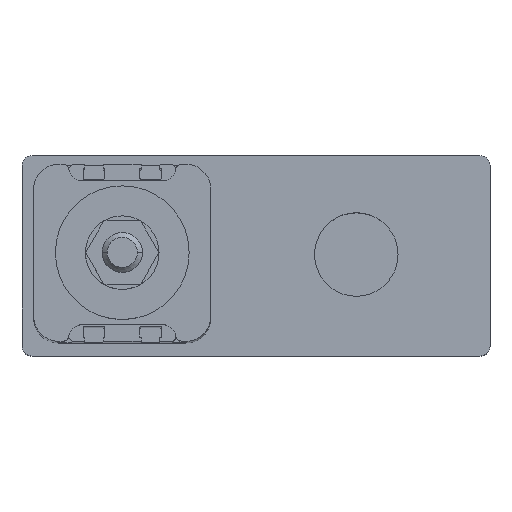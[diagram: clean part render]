
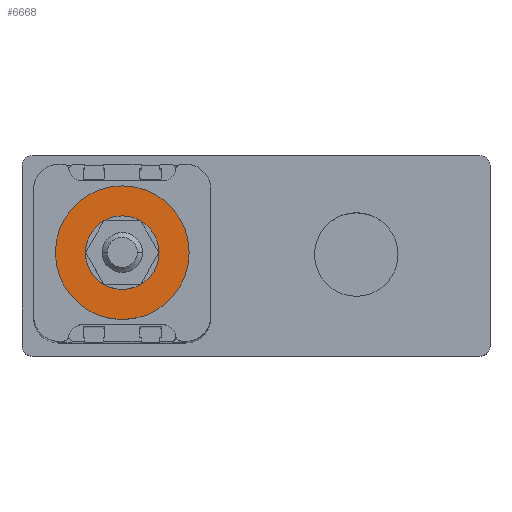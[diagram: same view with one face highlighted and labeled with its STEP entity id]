
A CAD part, top view. The second image highlights one B-rep face of the part: STEP entity #6668.
In plain terms, the highlighted planar face has unit normal (0, 0, 1).
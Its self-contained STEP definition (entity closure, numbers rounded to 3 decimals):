
#613 = CARTESIAN_POINT ( 'NONE',  ( 0., 0., 290. ) ) ;
#857 = CARTESIAN_POINT ( 'NONE',  ( -11., 0., 290. ) ) ;
#988 = CARTESIAN_POINT ( 'NONE',  ( 0., 0., 290. ) ) ;
#1084 = CARTESIAN_POINT ( 'NONE',  ( -20., 0., 290. ) ) ;
#1115 = VERTEX_POINT ( 'NONE', #1500 ) ;
#1117 = DIRECTION ( 'NONE',  ( 1., 0., 0. ) ) ;
#1500 = CARTESIAN_POINT ( 'NONE',  ( 20., 0., 290. ) ) ;
#1513 = DIRECTION ( 'NONE',  ( 1., 0., 0. ) ) ;
#1704 = DIRECTION ( 'NONE',  ( 0., 0., 1. ) ) ;
#1958 = CIRCLE ( 'NONE', #3035, 20. ) ;
#2076 = ORIENTED_EDGE ( 'NONE', *, *, #2310, .T. ) ;
#2123 = CIRCLE ( 'NONE', #2302, 20. ) ;
#2158 = CARTESIAN_POINT ( 'NONE',  ( 0., 0., 290. ) ) ;
#2302 = AXIS2_PLACEMENT_3D ( 'NONE', #988, #4623, #1513 ) ;
#2310 = EDGE_CURVE ( 'NONE', #1115, #4686, #1958, .T. ) ;
#2366 = DIRECTION ( 'NONE',  ( 0., 0., 1. ) ) ;
#2390 = VERTEX_POINT ( 'NONE', #857 ) ;
#2650 = EDGE_LOOP ( 'NONE', ( #5444, #2076 ) ) ;
#2661 = PLANE ( 'NONE',  #3529 ) ;
#2662 = DIRECTION ( 'NONE',  ( 1., 0., 0. ) ) ;
#2947 = ORIENTED_EDGE ( 'NONE', *, *, #6219, .F. ) ;
#3035 = AXIS2_PLACEMENT_3D ( 'NONE', #5502, #2366, #6015 ) ;
#3064 = EDGE_CURVE ( 'NONE', #4686, #1115, #2123, .T. ) ;
#3529 = AXIS2_PLACEMENT_3D ( 'NONE', #613, #4227, #1117 ) ;
#3833 = AXIS2_PLACEMENT_3D ( 'NONE', #2158, #5799, #2662 ) ;
#4137 = AXIS2_PLACEMENT_3D ( 'NONE', #4816, #1704, #5345 ) ;
#4227 = DIRECTION ( 'NONE',  ( 0., 0., 1. ) ) ;
#4623 = DIRECTION ( 'NONE',  ( 0., 0., 1. ) ) ;
#4686 = VERTEX_POINT ( 'NONE', #1084 ) ;
#4816 = CARTESIAN_POINT ( 'NONE',  ( 0., 0., 290. ) ) ;
#4829 = FACE_BOUND ( 'NONE', #6222, .T. ) ;
#4839 = CIRCLE ( 'NONE', #4137, 11. ) ;
#5308 = ORIENTED_EDGE ( 'NONE', *, *, #5382, .F. ) ;
#5345 = DIRECTION ( 'NONE',  ( 1., 0., 0. ) ) ;
#5382 = EDGE_CURVE ( 'NONE', #2390, #6507, #5419, .T. ) ;
#5419 = CIRCLE ( 'NONE', #3833, 11. ) ;
#5444 = ORIENTED_EDGE ( 'NONE', *, *, #3064, .T. ) ;
#5502 = CARTESIAN_POINT ( 'NONE',  ( 0., 0., 290. ) ) ;
#5799 = DIRECTION ( 'NONE',  ( 0., 0., 1. ) ) ;
#6015 = DIRECTION ( 'NONE',  ( 1., 0., 0. ) ) ;
#6145 = CARTESIAN_POINT ( 'NONE',  ( 11., 0., 290. ) ) ;
#6219 = EDGE_CURVE ( 'NONE', #6507, #2390, #4839, .T. ) ;
#6222 = EDGE_LOOP ( 'NONE', ( #5308, #2947 ) ) ;
#6383 = FACE_OUTER_BOUND ( 'NONE', #2650, .T. ) ;
#6507 = VERTEX_POINT ( 'NONE', #6145 ) ;
#6668 = ADVANCED_FACE ( 'NONE', ( #4829, #6383 ), #2661, .T. ) ;
